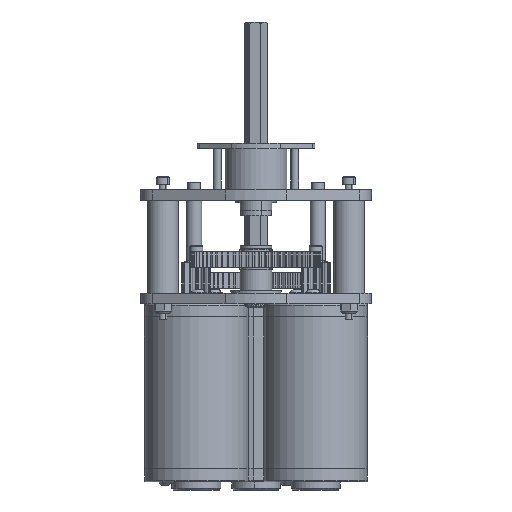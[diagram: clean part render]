
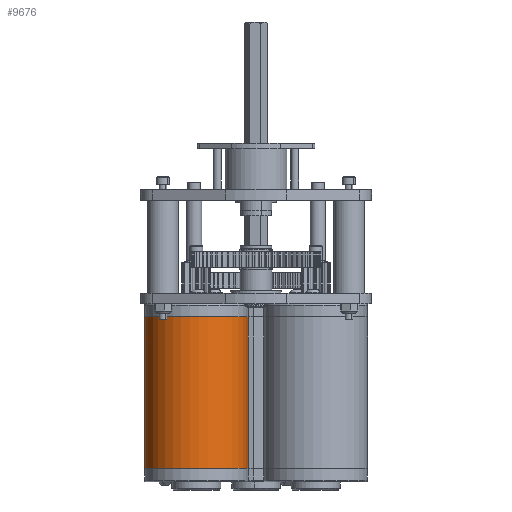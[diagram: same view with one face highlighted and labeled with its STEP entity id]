
A CAD part, front view. The second image highlights one B-rep face of the part: STEP entity #9676.
In plain terms, the highlighted cylindrical face has radius 32.004 mm (diameter 64.008 mm), a partial arc.
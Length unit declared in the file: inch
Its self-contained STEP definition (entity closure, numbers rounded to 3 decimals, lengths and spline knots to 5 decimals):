
#667 = EDGE_LOOP ( 'NONE', ( #29717, #27901, #45887, #65086 ) ) ;
#1640 = DIRECTION ( 'NONE',  ( 1., 0., 0. ) ) ;
#4197 = VERTEX_POINT ( 'NONE', #82426 ) ;
#6214 = LINE ( 'NONE', #29344, #74281 ) ;
#6434 = DIRECTION ( 'NONE',  ( 0., 0., -1. ) ) ;
#9676 = ADVANCED_FACE ( 'NONE', ( #36434 ), #43845, .T. ) ;
#10745 = VERTEX_POINT ( 'NONE', #53869 ) ;
#14647 = EDGE_CURVE ( 'NONE', #4197, #29058, #6214, .T. ) ;
#15559 = AXIS2_PLACEMENT_3D ( 'NONE', #46906, #80749, #6434 ) ;
#25393 = DIRECTION ( 'NONE',  ( 1., 0., 0. ) ) ;
#27901 = ORIENTED_EDGE ( 'NONE', *, *, #55540, .T. ) ;
#29058 = VERTEX_POINT ( 'NONE', #81512 ) ;
#29344 = CARTESIAN_POINT ( 'NONE',  ( 0., 0., -1.26 ) ) ;
#29717 = ORIENTED_EDGE ( 'NONE', *, *, #61004, .F. ) ;
#34114 = AXIS2_PLACEMENT_3D ( 'NONE', #42391, #1640, #49230 ) ;
#36434 = FACE_OUTER_BOUND ( 'NONE', #667, .T. ) ;
#39601 = CARTESIAN_POINT ( 'NONE',  ( 0.324, 0., 0. ) ) ;
#41422 = AXIS2_PLACEMENT_3D ( 'NONE', #39601, #87116, #46462 ) ;
#42391 = CARTESIAN_POINT ( 'NONE',  ( 3.99096, 0., 0. ) ) ;
#43054 = DIRECTION ( 'NONE',  ( 1., 0., 0. ) ) ;
#43845 = CYLINDRICAL_SURFACE ( 'NONE', #15559, 1.26 ) ;
#45887 = ORIENTED_EDGE ( 'NONE', *, *, #14647, .T. ) ;
#46462 = DIRECTION ( 'NONE',  ( 0., 0., -1. ) ) ;
#46906 = CARTESIAN_POINT ( 'NONE',  ( 0., 0., 0. ) ) ;
#49230 = DIRECTION ( 'NONE',  ( 0., 0., -1. ) ) ;
#53869 = CARTESIAN_POINT ( 'NONE',  ( 0.324, 0., 1.26 ) ) ;
#55094 = CIRCLE ( 'NONE', #41422, 1.26 ) ;
#55540 = EDGE_CURVE ( 'NONE', #10745, #4197, #55094, .T. ) ;
#56728 = VERTEX_POINT ( 'NONE', #75813 ) ;
#58788 = EDGE_CURVE ( 'NONE', #56728, #29058, #74336, .T. ) ;
#61004 = EDGE_CURVE ( 'NONE', #10745, #56728, #64561, .T. ) ;
#64561 = LINE ( 'NONE', #81554, #84761 ) ;
#65086 = ORIENTED_EDGE ( 'NONE', *, *, #58788, .F. ) ;
#74281 = VECTOR ( 'NONE', #43054, 39.37008 ) ;
#74336 = CIRCLE ( 'NONE', #34114, 1.26 ) ;
#75813 = CARTESIAN_POINT ( 'NONE',  ( 3.99096, 0., 1.26 ) ) ;
#80749 = DIRECTION ( 'NONE',  ( 1., 0., 0. ) ) ;
#81512 = CARTESIAN_POINT ( 'NONE',  ( 3.99096, 0., -1.26 ) ) ;
#81554 = CARTESIAN_POINT ( 'NONE',  ( 0., 0., 1.26 ) ) ;
#82426 = CARTESIAN_POINT ( 'NONE',  ( 0.324, 0., -1.26 ) ) ;
#84761 = VECTOR ( 'NONE', #25393, 39.37008 ) ;
#87116 = DIRECTION ( 'NONE',  ( 1., 0., 0. ) ) ;
